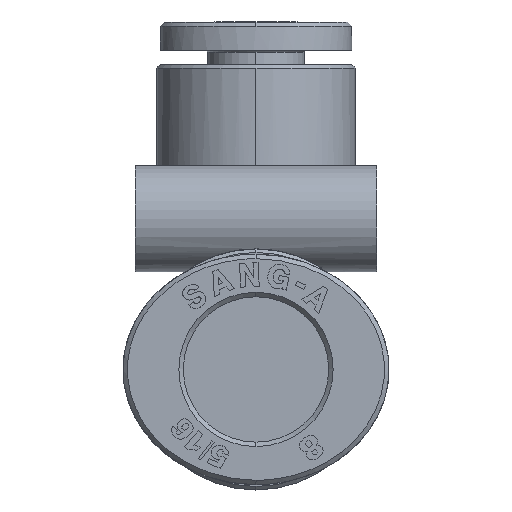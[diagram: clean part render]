
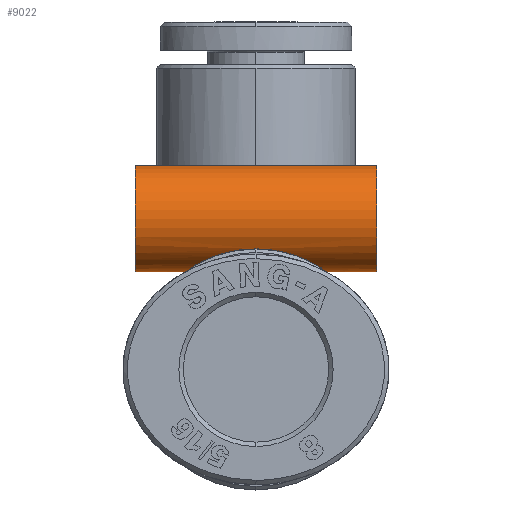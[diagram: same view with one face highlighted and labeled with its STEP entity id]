
A CAD part, left-side view. The second image highlights one B-rep face of the part: STEP entity #9022.
In plain terms, the highlighted cylindrical face has radius 3 mm (diameter 6 mm), a partial arc.
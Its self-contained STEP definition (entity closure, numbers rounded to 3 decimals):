
#498 = CARTESIAN_POINT ( 'NONE',  ( -8.456, -3.963, 5.477 ) ) ;
#852 = CARTESIAN_POINT ( 'NONE',  ( -8., 0., 8.45 ) ) ;
#1233 = DIRECTION ( 'NONE',  ( 0., 1., 0. ) ) ;
#1332 = CIRCLE ( 'NONE', #28865, 3. ) ;
#1401 = CARTESIAN_POINT ( 'NONE',  ( -9.076, 3.721, 5.643 ) ) ;
#1456 = VERTEX_POINT ( 'NONE', #4056 ) ;
#1891 = EDGE_CURVE ( 'NONE', #6085, #2533, #30209, .T. ) ;
#2533 = VERTEX_POINT ( 'NONE', #32840 ) ;
#3560 = AXIS2_PLACEMENT_3D ( 'NONE', #12908, #38854, #19029 ) ;
#3739 = CARTESIAN_POINT ( 'NONE',  ( -10.407, -1.133, 6.659 ) ) ;
#4056 = CARTESIAN_POINT ( 'NONE',  ( -8., -6.8, 11.45 ) ) ;
#4484 = CARTESIAN_POINT ( 'NONE',  ( -10.339, 1.57, 6.57 ) ) ;
#4698 = DIRECTION ( 'NONE',  ( 0., -1., 0. ) ) ;
#6085 = VERTEX_POINT ( 'NONE', #14985 ) ;
#6113 = LINE ( 'NONE', #21453, #17228 ) ;
#6277 = CARTESIAN_POINT ( 'NONE',  ( -10.338, -1.572, 6.57 ) ) ;
#6448 = EDGE_CURVE ( 'NONE', #14268, #1456, #14895, .T. ) ;
#6587 = CARTESIAN_POINT ( 'NONE',  ( -8., 3.999, 5.45 ) ) ;
#6690 = CARTESIAN_POINT ( 'NONE',  ( -8., -3.999, 5.45 ) ) ;
#6693 = ORIENTED_EDGE ( 'NONE', *, *, #36445, .F. ) ;
#8300 = CARTESIAN_POINT ( 'NONE',  ( -8.562, 3.928, 5.501 ) ) ;
#9022 = ADVANCED_FACE ( 'NONE', ( #9696 ), #17218, .T. ) ;
#9684 = CARTESIAN_POINT ( 'NONE',  ( -10.464, -0.456, 6.739 ) ) ;
#9696 = FACE_OUTER_BOUND ( 'NONE', #15336, .T. ) ;
#10857 = CARTESIAN_POINT ( 'NONE',  ( -10.472, 0.457, 6.75 ) ) ;
#10985 = CARTESIAN_POINT ( 'NONE',  ( -10.179, 2.207, 6.386 ) ) ;
#11678 = CARTESIAN_POINT ( 'NONE',  ( -8.114, 3.999, 5.45 ) ) ;
#11825 = CARTESIAN_POINT ( 'NONE',  ( -8.23, 3.99, 5.457 ) ) ;
#12908 = CARTESIAN_POINT ( 'NONE',  ( -8., -6.8, 8.45 ) ) ;
#13185 = CARTESIAN_POINT ( 'NONE',  ( -10.472, -0.228, 6.75 ) ) ;
#14268 = VERTEX_POINT ( 'NONE', #19216 ) ;
#14644 = CARTESIAN_POINT ( 'NONE',  ( -8.454, 3.954, 5.482 ) ) ;
#14895 = CIRCLE ( 'NONE', #3560, 3. ) ;
#14985 = CARTESIAN_POINT ( 'NONE',  ( -8., -3.999, 5.45 ) ) ;
#15336 = EDGE_LOOP ( 'NONE', ( #6693, #37089, #32489, #39703, #28663, #32919, #31025 ) ) ;
#16149 = CARTESIAN_POINT ( 'NONE',  ( -8.881, -3.823, 5.574 ) ) ;
#16273 = EDGE_CURVE ( 'NONE', #22079, #32914, #34352, .T. ) ;
#17218 = CYLINDRICAL_SURFACE ( 'NONE', #28630, 3. ) ;
#17228 = VECTOR ( 'NONE', #34642, 1000. ) ;
#17485 = CARTESIAN_POINT ( 'NONE',  ( -9.825, 2.982, 6.064 ) ) ;
#17911 = CARTESIAN_POINT ( 'NONE',  ( -8., 3.999, 5.45 ) ) ;
#18560 = CARTESIAN_POINT ( 'NONE',  ( -8., 6.8, 5.45 ) ) ;
#19029 = DIRECTION ( 'NONE',  ( 0., 0., 1. ) ) ;
#19216 = CARTESIAN_POINT ( 'NONE',  ( -8., -6.8, 5.45 ) ) ;
#19443 = CARTESIAN_POINT ( 'NONE',  ( -10.432, -0.907, 6.693 ) ) ;
#19508 = DIRECTION ( 'NONE',  ( 0., 1., 0. ) ) ;
#19720 = EDGE_CURVE ( 'NONE', #2533, #22079, #33351, .T. ) ;
#20603 = CARTESIAN_POINT ( 'NONE',  ( -10.442, 0.907, 6.704 ) ) ;
#20743 = CARTESIAN_POINT ( 'NONE',  ( -9.42, 3.469, 5.801 ) ) ;
#20950 = CARTESIAN_POINT ( 'NONE',  ( -8., 6.8, 8.45 ) ) ;
#21453 = CARTESIAN_POINT ( 'NONE',  ( -8., 0., 11.45 ) ) ;
#22079 = VERTEX_POINT ( 'NONE', #6587 ) ;
#22550 = CARTESIAN_POINT ( 'NONE',  ( -10.179, -2.205, 6.386 ) ) ;
#23103 = CARTESIAN_POINT ( 'NONE',  ( -9.572, -3.315, 5.89 ) ) ;
#23748 = DIRECTION ( 'NONE',  ( 0., 0., 1. ) ) ;
#24022 = CARTESIAN_POINT ( 'NONE',  ( -8.878, 3.824, 5.573 ) ) ;
#25467 = CARTESIAN_POINT ( 'NONE',  ( -8., 6.8, 11.45 ) ) ;
#27096 = CARTESIAN_POINT ( 'NONE',  ( -10.294, 1.788, 6.514 ) ) ;
#27522 = VERTEX_POINT ( 'NONE', #25467 ) ;
#28630 = AXIS2_PLACEMENT_3D ( 'NONE', #852, #29857, #23748 ) ;
#28663 = ORIENTED_EDGE ( 'NONE', *, *, #16273, .F. ) ;
#28865 = AXIS2_PLACEMENT_3D ( 'NONE', #20950, #4698, #40489 ) ;
#28937 = CARTESIAN_POINT ( 'NONE',  ( -10.472, 0., 6.75 ) ) ;
#28961 = VECTOR ( 'NONE', #19508, 1000. ) ;
#29857 = DIRECTION ( 'NONE',  ( 0., 1., 0. ) ) ;
#30209 = B_SPLINE_CURVE_WITH_KNOTS ( 'NONE', 3,
 ( #6690, #32346, #498, #16149, #35746, #32623, #23103, #38699, #35880, #38838, #22550, #32479, #6277, #3739, #19443, #9684, #13185, #28937 ),
 .UNSPECIFIED., .F., .F.,
 ( 4, 2, 2, 2, 2, 2, 2, 2, 4 ),
 ( -0.005, -0.005, -0.004, -0.003, -0.003, -0.002, -0.001, -0.001, 0. ),
 .UNSPECIFIED. ) ;
#30272 = CARTESIAN_POINT ( 'NONE',  ( -10.472, 0., 6.75 ) ) ;
#30373 = CARTESIAN_POINT ( 'NONE',  ( -8., 0., 5.45 ) ) ;
#31001 = LINE ( 'NONE', #32413, #28961 ) ;
#31025 = ORIENTED_EDGE ( 'NONE', *, *, #1891, .F. ) ;
#32346 = CARTESIAN_POINT ( 'NONE',  ( -8.23, -3.999, 5.45 ) ) ;
#32413 = CARTESIAN_POINT ( 'NONE',  ( -8., 0., 5.45 ) ) ;
#32479 = CARTESIAN_POINT ( 'NONE',  ( -10.294, -1.787, 6.515 ) ) ;
#32489 = ORIENTED_EDGE ( 'NONE', *, *, #36800, .T. ) ;
#32623 = CARTESIAN_POINT ( 'NONE',  ( -9.422, -3.467, 5.802 ) ) ;
#32840 = CARTESIAN_POINT ( 'NONE',  ( -10.472, 0., 6.75 ) ) ;
#32914 = VERTEX_POINT ( 'NONE', #18560 ) ;
#32919 = ORIENTED_EDGE ( 'NONE', *, *, #19720, .F. ) ;
#33351 = B_SPLINE_CURVE_WITH_KNOTS ( 'NONE', 3,
 ( #30272, #10857, #20603, #4484, #27096, #10985, #33660, #36911, #17485, #40165, #20743, #1401, #24022, #8300, #14644, #11825, #11678, #17911 ),
 .UNSPECIFIED., .F., .F.,
 ( 4, 2, 2, 2, 2, 2, 2, 2, 4 ),
 ( 0., 0.001, 0.002, 0.003, 0.003, 0.004, 0.005, 0.005, 0.005 ),
 .UNSPECIFIED. ) ;
#33660 = CARTESIAN_POINT ( 'NONE',  ( -10.108, 2.409, 6.312 ) ) ;
#34352 = LINE ( 'NONE', #30373, #35381 ) ;
#34511 = EDGE_CURVE ( 'NONE', #27522, #32914, #1332, .T. ) ;
#34642 = DIRECTION ( 'NONE',  ( 0., 1., 0. ) ) ;
#35381 = VECTOR ( 'NONE', #1233, 1000. ) ;
#35746 = CARTESIAN_POINT ( 'NONE',  ( -9.077, -3.721, 5.644 ) ) ;
#35880 = CARTESIAN_POINT ( 'NONE',  ( -9.931, -2.798, 6.151 ) ) ;
#36445 = EDGE_CURVE ( 'NONE', #14268, #6085, #31001, .T. ) ;
#36800 = EDGE_CURVE ( 'NONE', #1456, #27522, #6113, .T. ) ;
#36911 = CARTESIAN_POINT ( 'NONE',  ( -9.931, 2.798, 6.151 ) ) ;
#37089 = ORIENTED_EDGE ( 'NONE', *, *, #6448, .T. ) ;
#38699 = CARTESIAN_POINT ( 'NONE',  ( -9.827, -2.98, 6.065 ) ) ;
#38838 = CARTESIAN_POINT ( 'NONE',  ( -10.108, -2.41, 6.312 ) ) ;
#38854 = DIRECTION ( 'NONE',  ( 0., 1., 0. ) ) ;
#39703 = ORIENTED_EDGE ( 'NONE', *, *, #34511, .T. ) ;
#40165 = CARTESIAN_POINT ( 'NONE',  ( -9.571, 3.316, 5.89 ) ) ;
#40489 = DIRECTION ( 'NONE',  ( 0., 0., 1. ) ) ;
